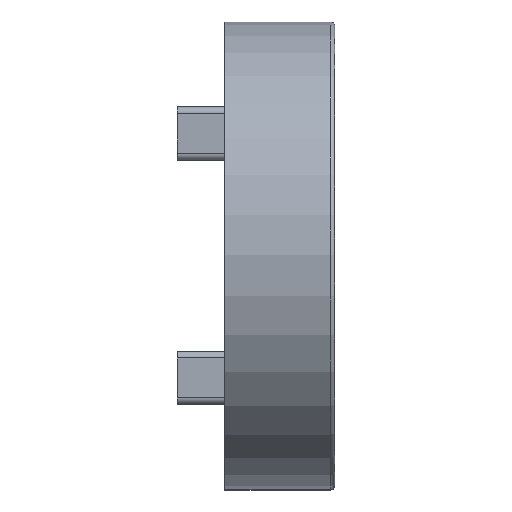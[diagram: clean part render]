
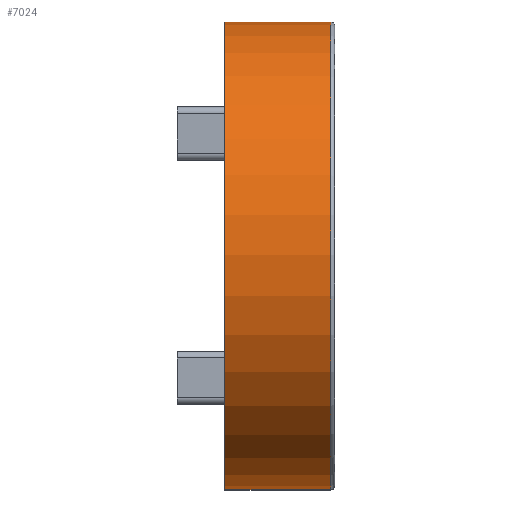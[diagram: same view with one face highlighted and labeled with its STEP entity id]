
A CAD part, top view. The second image highlights one B-rep face of the part: STEP entity #7024.
In plain terms, the highlighted cylindrical face has radius 17.25 mm (diameter 34.5 mm), a partial arc.
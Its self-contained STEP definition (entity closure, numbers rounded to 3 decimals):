
#45 = VECTOR ( 'NONE', #13859, 1000. ) ;
#424 = VERTEX_POINT ( 'NONE', #5318 ) ;
#802 = EDGE_CURVE ( 'NONE', #16301, #1138, #7020, .T. ) ;
#1138 = VERTEX_POINT ( 'NONE', #7368 ) ;
#2054 = AXIS2_PLACEMENT_3D ( 'NONE', #20796, #7810, #4248 ) ;
#2400 = CARTESIAN_POINT ( 'NONE',  ( 8.1, -17.25, 20.25 ) ) ;
#3342 = LINE ( 'NONE', #2400, #3875 ) ;
#3424 = VERTEX_POINT ( 'NONE', #16623 ) ;
#3711 = EDGE_LOOP ( 'NONE', ( #20902, #6085, #16698, #17164 ) ) ;
#3875 = VECTOR ( 'NONE', #9379, 1000. ) ;
#3963 = AXIS2_PLACEMENT_3D ( 'NONE', #7174, #13908, #8851 ) ;
#4248 = DIRECTION ( 'NONE',  ( 0., 0., 1. ) ) ;
#5318 = CARTESIAN_POINT ( 'NONE',  ( 0., -17.25, 20.25 ) ) ;
#6085 = ORIENTED_EDGE ( 'NONE', *, *, #802, .T. ) ;
#6638 = CYLINDRICAL_SURFACE ( 'NONE', #2054, 17.25 ) ;
#7020 = CIRCLE ( 'NONE', #3963, 17.25 ) ;
#7024 = ADVANCED_FACE ( 'NONE', ( #17522 ), #6638, .T. ) ;
#7047 = CARTESIAN_POINT ( 'NONE',  ( 8.1, 17.25, 20.25 ) ) ;
#7174 = CARTESIAN_POINT ( 'NONE',  ( 7.8, 0., 20.25 ) ) ;
#7368 = CARTESIAN_POINT ( 'NONE',  ( 7.8, 17.25, 20.25 ) ) ;
#7810 = DIRECTION ( 'NONE',  ( -1., 0., 0. ) ) ;
#8851 = DIRECTION ( 'NONE',  ( 0., 0., -1. ) ) ;
#9379 = DIRECTION ( 'NONE',  ( -1., 0., 0. ) ) ;
#9769 = EDGE_CURVE ( 'NONE', #3424, #424, #15637, .T. ) ;
#11526 = EDGE_CURVE ( 'NONE', #1138, #3424, #20242, .T. ) ;
#13040 = CARTESIAN_POINT ( 'NONE',  ( 7.8, -17.25, 20.25 ) ) ;
#13859 = DIRECTION ( 'NONE',  ( -1., 0., 0. ) ) ;
#13908 = DIRECTION ( 'NONE',  ( -1., 0., 0. ) ) ;
#14297 = EDGE_CURVE ( 'NONE', #16301, #424, #3342, .T. ) ;
#14411 = CARTESIAN_POINT ( 'NONE',  ( 0., 0., 20.25 ) ) ;
#14567 = AXIS2_PLACEMENT_3D ( 'NONE', #14411, #15989, #20893 ) ;
#15637 = CIRCLE ( 'NONE', #14567, 17.25 ) ;
#15989 = DIRECTION ( 'NONE',  ( 1., 0., 0. ) ) ;
#16301 = VERTEX_POINT ( 'NONE', #13040 ) ;
#16623 = CARTESIAN_POINT ( 'NONE',  ( 0., 17.25, 20.25 ) ) ;
#16698 = ORIENTED_EDGE ( 'NONE', *, *, #11526, .T. ) ;
#17164 = ORIENTED_EDGE ( 'NONE', *, *, #9769, .T. ) ;
#17522 = FACE_OUTER_BOUND ( 'NONE', #3711, .T. ) ;
#20242 = LINE ( 'NONE', #7047, #45 ) ;
#20796 = CARTESIAN_POINT ( 'NONE',  ( 8.1, 0., 20.25 ) ) ;
#20893 = DIRECTION ( 'NONE',  ( 0., 0., -1. ) ) ;
#20902 = ORIENTED_EDGE ( 'NONE', *, *, #14297, .F. ) ;
